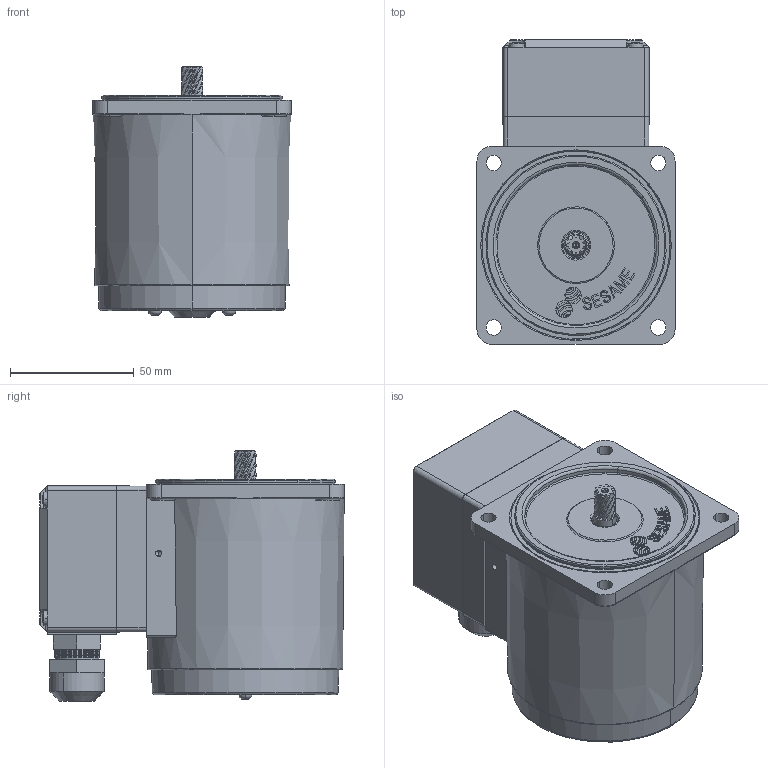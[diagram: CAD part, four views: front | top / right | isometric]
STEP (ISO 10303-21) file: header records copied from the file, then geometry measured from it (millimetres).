
FILE_DESCRIPTION (( 'STEP AP203' ), '1' );
FILE_NAME ('4RK25GN-¡¼Ts-5C151¡¼4000Z0.STEP', '2017-12-29T06:23:02', ( '' ), ( '' ), 'SwSTEP 2.0', 'SolidWorks 2010', '' );
FILE_SCHEMA (( 'CONFIG_CONTROL_DESIGN' ));
Length unit declared in the file: millimetre
Products named in the file (12): 成品180度; Ts下蓋; 25GN_Default; 彈簧壓板M4φ40x1t_Default; 4RK25GN-〖Ts-5C151〖4000Z0; M425TsA-RK_鑽孔攻牙; C475-C473_C475成品-車工; Ts下墊片; Ts上蓋; 出線頭 Ver.2; 圓頭十字螺絲 M3 x 40 --40N_JIS B 1111 Binding head screw M3 x 40 --40N; 丸頭十字螺絲M3x6_B18.6.7M - M3 x 0.5 x 8 Type I Cross Recessed PHMS --8C
Assembly tree (15 placements, depth 3):
  4RK25GN-〖Ts-5C151〖4000Z0
    彈簧壓板M4φ40x1t_Default
    C475-C473_C475成品-車工
    丸頭十字螺絲M3x6_B18.6.7M - M3 x 0.5 x 8 Type I Cross Recessed PHMS --8C  x2
    M425TsA-RK_鑽孔攻牙
    25GN_Default
    成品180度
      Ts下蓋
      圓頭十字螺絲 M3 x 40 --40N_JIS B 1111 Binding head screw M3 x 40 --40N  x4
      出線頭 Ver.2
      Ts下墊片
      Ts上蓋
Bounding box: 80 x 123 x 101.25 mm (x, y, z)
Volume: 251512.5 mm3; surface area: 105959 mm2
Topology: 14 solids, 14 shells, 2772 faces, 7278 edges, 4578 vertices
Faces by surface type: cone 1348, cylinder 977, plane 314, bspline 65, torus 56, sphere 12
Entity records: 44288 total; most frequent: CARTESIAN_POINT 11929, DIRECTION 6997, ORIENTED_EDGE 6368, EDGE_CURVE 3184, AXIS2_PLACEMENT_3D 2816, VERTEX_POINT 2025, CIRCLE 1631, LINE 1365
